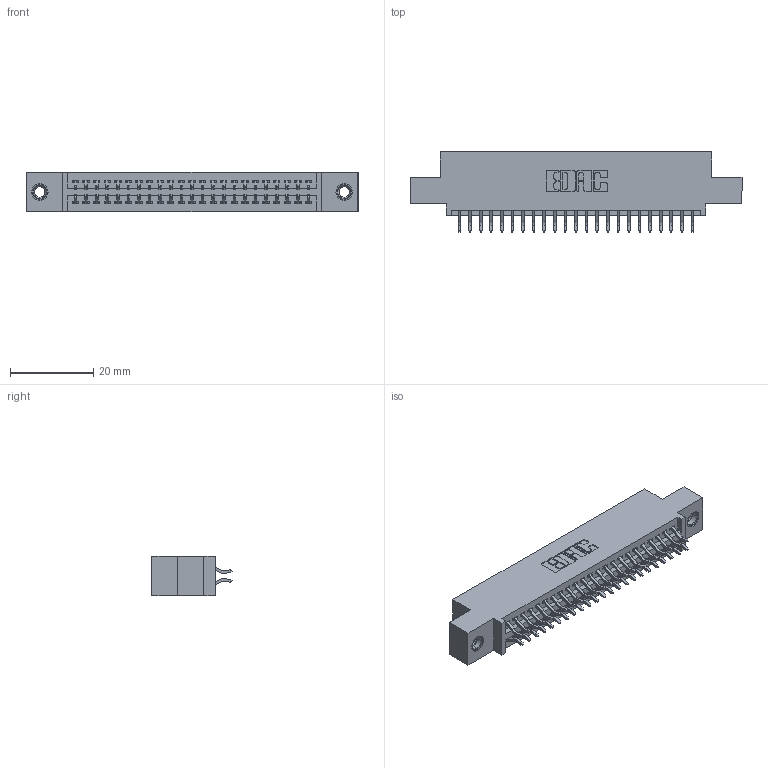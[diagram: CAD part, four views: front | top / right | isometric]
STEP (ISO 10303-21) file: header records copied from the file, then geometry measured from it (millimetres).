
FILE_DESCRIPTION (( 'STEP AP203' ), '1' );
FILE_NAME ('345-046-556-507.STEP', '2019-10-29T02:53:47', ( '' ), ( '' ), 'SwSTEP 2.0', 'SolidWorks 2016', '' );
FILE_SCHEMA (( 'CONFIG_CONTROL_DESIGN' ));
Length unit declared in the file: inch
Products named in the file (4): 345-250-001_345-250-005-103; 345 Part_0.110 Offset - 0.156 Dia-TI; 345-292-001_556 Tail; 345-046-556-507
Assembly tree (49 placements, depth 2):
  345-046-556-507
    345 Part_0.110 Offset - 0.156 Dia-TI
    345-292-001_556 Tail  x46
    345-250-001_345-250-005-103  x2
Bounding box: 79.63 x 19.24 x 9.4 mm (x, y, z)
Volume: 7470.2 mm3; surface area: 10754.6 mm2
Topology: 49 solids, 49 shells, 2766 faces, 8171 edges, 5378 vertices
Faces by surface type: plane 1818, cylinder 932, cone 12, torus 4
Entity records: 22142 total; most frequent: CARTESIAN_POINT 3727, ORIENTED_EDGE 3642, DIRECTION 3323, EDGE_CURVE 1821, VECTOR 1569, LINE 1569, VERTEX_POINT 1208, AXIS2_PLACEMENT_3D 877
